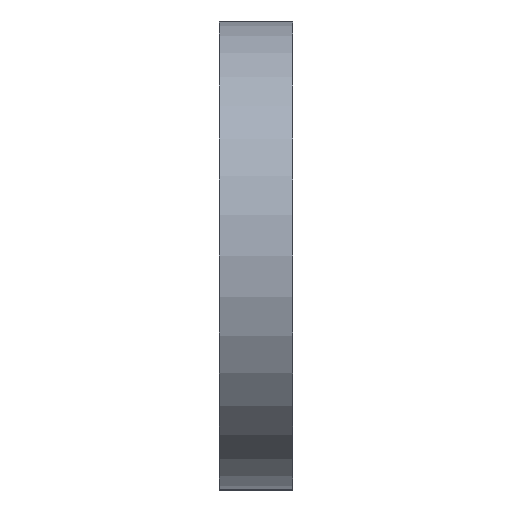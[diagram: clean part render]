
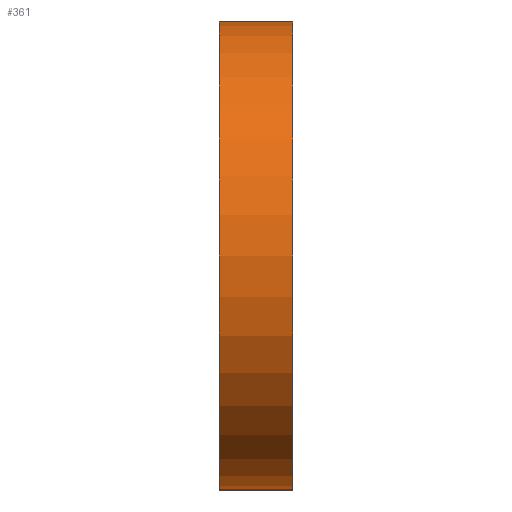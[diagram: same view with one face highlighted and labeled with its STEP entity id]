
A CAD part, left-side view. The second image highlights one B-rep face of the part: STEP entity #361.
In plain terms, the highlighted cylindrical face has radius 12.75 mm (diameter 25.5 mm), a partial arc.
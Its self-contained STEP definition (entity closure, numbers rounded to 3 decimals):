
#23 = EDGE_CURVE ( 'NONE', #75, #542, #291, .T. ) ;
#32 = DIRECTION ( 'NONE',  ( 0., -1., 0. ) ) ;
#36 = LINE ( 'NONE', #120, #332 ) ;
#40 = LINE ( 'NONE', #247, #227 ) ;
#46 = FACE_OUTER_BOUND ( 'NONE', #228, .T. ) ;
#50 = AXIS2_PLACEMENT_3D ( 'NONE', #276, #219, #393 ) ;
#71 = ORIENTED_EDGE ( 'NONE', *, *, #23, .F. ) ;
#74 = CARTESIAN_POINT ( 'NONE',  ( -113.75, 0., 0. ) ) ;
#75 = VERTEX_POINT ( 'NONE', #504 ) ;
#83 = DIRECTION ( 'NONE',  ( 0., 0., 1. ) ) ;
#120 = CARTESIAN_POINT ( 'NONE',  ( -113.75, 4., -12.75 ) ) ;
#139 = VERTEX_POINT ( 'NONE', #251 ) ;
#141 = EDGE_CURVE ( 'NONE', #542, #139, #40, .T. ) ;
#160 = EDGE_CURVE ( 'NONE', #75, #319, #36, .T. ) ;
#169 = DIRECTION ( 'NONE',  ( 0., 0., -1. ) ) ;
#206 = CARTESIAN_POINT ( 'NONE',  ( -113.75, 4., 0. ) ) ;
#216 = CIRCLE ( 'NONE', #537, 12.75 ) ;
#217 = ORIENTED_EDGE ( 'NONE', *, *, #160, .T. ) ;
#219 = DIRECTION ( 'NONE',  ( 0., 1., 0. ) ) ;
#227 = VECTOR ( 'NONE', #32, 1000. ) ;
#228 = EDGE_LOOP ( 'NONE', ( #359, #367, #71, #217 ) ) ;
#239 = DIRECTION ( 'NONE',  ( 0., 1., 0. ) ) ;
#247 = CARTESIAN_POINT ( 'NONE',  ( -113.75, 4., 12.75 ) ) ;
#251 = CARTESIAN_POINT ( 'NONE',  ( -113.75, 0., 12.75 ) ) ;
#253 = CYLINDRICAL_SURFACE ( 'NONE', #458, 12.75 ) ;
#257 = EDGE_CURVE ( 'NONE', #319, #139, #216, .T. ) ;
#276 = CARTESIAN_POINT ( 'NONE',  ( -113.75, 4., 0. ) ) ;
#291 = CIRCLE ( 'NONE', #50, 12.75 ) ;
#319 = VERTEX_POINT ( 'NONE', #392 ) ;
#332 = VECTOR ( 'NONE', #509, 1000. ) ;
#359 = ORIENTED_EDGE ( 'NONE', *, *, #257, .T. ) ;
#361 = ADVANCED_FACE ( 'NONE', ( #46 ), #253, .T. ) ;
#367 = ORIENTED_EDGE ( 'NONE', *, *, #141, .F. ) ;
#392 = CARTESIAN_POINT ( 'NONE',  ( -113.75, 0., -12.75 ) ) ;
#393 = DIRECTION ( 'NONE',  ( 0., 0., 1. ) ) ;
#444 = CARTESIAN_POINT ( 'NONE',  ( -113.75, 4., 12.75 ) ) ;
#458 = AXIS2_PLACEMENT_3D ( 'NONE', #206, #475, #169 ) ;
#475 = DIRECTION ( 'NONE',  ( 0., -1., 0. ) ) ;
#504 = CARTESIAN_POINT ( 'NONE',  ( -113.75, 4., -12.75 ) ) ;
#509 = DIRECTION ( 'NONE',  ( 0., -1., 0. ) ) ;
#537 = AXIS2_PLACEMENT_3D ( 'NONE', #74, #239, #83 ) ;
#542 = VERTEX_POINT ( 'NONE', #444 ) ;
